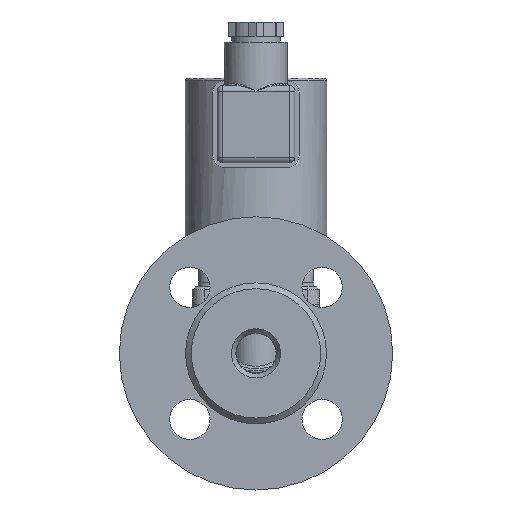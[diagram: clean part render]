
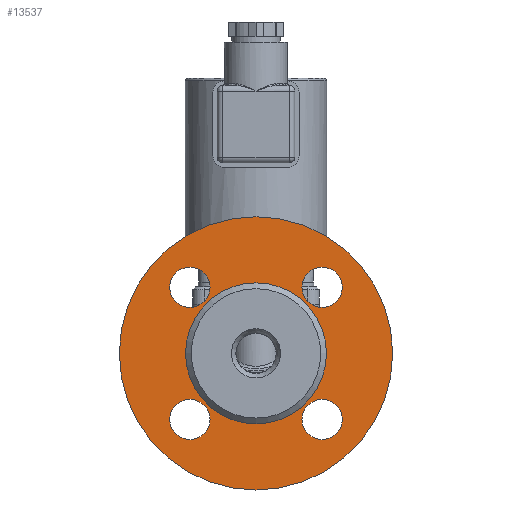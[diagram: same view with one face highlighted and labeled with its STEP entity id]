
A CAD part, front view. The second image highlights one B-rep face of the part: STEP entity #13537.
In plain terms, the highlighted planar face has unit normal (0, -1, 0).
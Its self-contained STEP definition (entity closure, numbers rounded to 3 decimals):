
#13371=CARTESIAN_POINT('',(-15.981,-60.5,22.981));
#13372=VERTEX_POINT('',#13371);
#13373=CARTESIAN_POINT('',(-22.981,-60.5,22.981));
#13374=DIRECTION('',(0.0,1.0,0.0));
#13375=DIRECTION('',(-1.0,0.0,0.0));
#13376=AXIS2_PLACEMENT_3D('',#13373,#13374,#13375);
#13377=CIRCLE('',#13376,7.);
#13378=EDGE_CURVE('',#13372,#13372,#13377,.T.);
#13399=CARTESIAN_POINT('',(29.981,-60.5,-22.981));
#13400=VERTEX_POINT('',#13399);
#13401=CARTESIAN_POINT('',(22.981,-60.5,-22.981));
#13402=DIRECTION('',(0.0,1.0,0.0));
#13403=DIRECTION('',(-1.0,0.0,0.0));
#13404=AXIS2_PLACEMENT_3D('',#13401,#13402,#13403);
#13405=CIRCLE('',#13404,7.);
#13406=EDGE_CURVE('',#13400,#13400,#13405,.T.);
#13427=CARTESIAN_POINT('',(-15.981,-60.5,-22.981));
#13428=VERTEX_POINT('',#13427);
#13429=CARTESIAN_POINT('',(-22.981,-60.5,-22.981));
#13430=DIRECTION('',(0.0,1.0,0.0));
#13431=DIRECTION('',(-1.0,0.0,0.0));
#13432=AXIS2_PLACEMENT_3D('',#13429,#13430,#13431);
#13433=CIRCLE('',#13432,7.);
#13434=EDGE_CURVE('',#13428,#13428,#13433,.T.);
#13455=CARTESIAN_POINT('',(29.981,-60.5,22.981));
#13456=VERTEX_POINT('',#13455);
#13457=CARTESIAN_POINT('',(22.981,-60.5,22.981));
#13458=DIRECTION('',(0.0,1.0,0.0));
#13459=DIRECTION('',(-1.0,0.0,0.0));
#13460=AXIS2_PLACEMENT_3D('',#13457,#13458,#13459);
#13461=CIRCLE('',#13460,7.);
#13462=EDGE_CURVE('',#13456,#13456,#13461,.T.);
#13483=CARTESIAN_POINT('',(0.,-60.5,-24.5));
#13484=VERTEX_POINT('',#13483);
#13485=CARTESIAN_POINT('',(0.,-60.5,0.));
#13486=DIRECTION('',(0.0,1.0,0.0));
#13487=DIRECTION('',(0.0,0.0,-1.0));
#13488=AXIS2_PLACEMENT_3D('',#13485,#13486,#13487);
#13489=CIRCLE('',#13488,24.5);
#13490=EDGE_CURVE('',#13484,#13484,#13489,.T.);
#13506=CARTESIAN_POINT('',(0.,-60.5,-36.0));
#13507=DIRECTION('',(0.0,-1.0,0.0));
#13508=DIRECTION('',(1.0,0.0,0.0));
#13509=AXIS2_PLACEMENT_3D('',#13506,#13507,#13508);
#13510=PLANE('',#13509);
#13511=CARTESIAN_POINT('',(0.,-60.5,-47.5));
#13512=VERTEX_POINT('',#13511);
#13513=CARTESIAN_POINT('',(0.,-60.5,0.));
#13514=DIRECTION('',(0.0,1.0,0.0));
#13515=DIRECTION('',(0.0,0.0,-1.0));
#13516=AXIS2_PLACEMENT_3D('',#13513,#13514,#13515);
#13517=CIRCLE('',#13516,47.5);
#13518=EDGE_CURVE('',#13512,#13512,#13517,.T.);
#13519=ORIENTED_EDGE('',*,*,#13518,.F.);
#13520=EDGE_LOOP('',(#13519));
#13521=FACE_OUTER_BOUND('',#13520,.T.);
#13522=ORIENTED_EDGE('',*,*,#13378,.T.);
#13523=EDGE_LOOP('',(#13522));
#13524=FACE_BOUND('',#13523,.T.);
#13525=ORIENTED_EDGE('',*,*,#13406,.T.);
#13526=EDGE_LOOP('',(#13525));
#13527=FACE_BOUND('',#13526,.T.);
#13528=ORIENTED_EDGE('',*,*,#13434,.T.);
#13529=EDGE_LOOP('',(#13528));
#13530=FACE_BOUND('',#13529,.T.);
#13531=ORIENTED_EDGE('',*,*,#13462,.T.);
#13532=EDGE_LOOP('',(#13531));
#13533=FACE_BOUND('',#13532,.T.);
#13534=ORIENTED_EDGE('',*,*,#13490,.T.);
#13535=EDGE_LOOP('',(#13534));
#13536=FACE_BOUND('',#13535,.T.);
#13537=ADVANCED_FACE('',(#13521,#13524,#13527,#13530,#13533,#13536),#13510,.T.);
